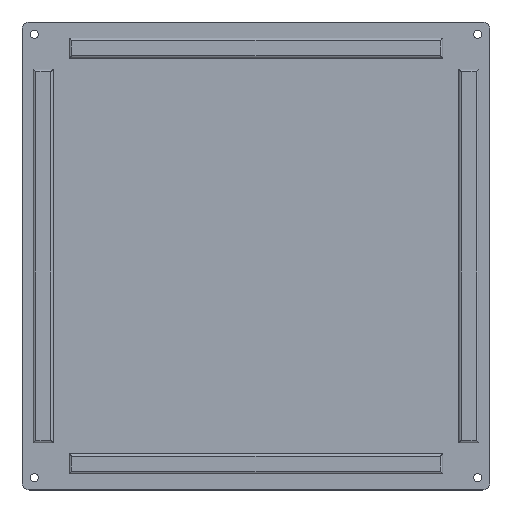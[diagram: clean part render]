
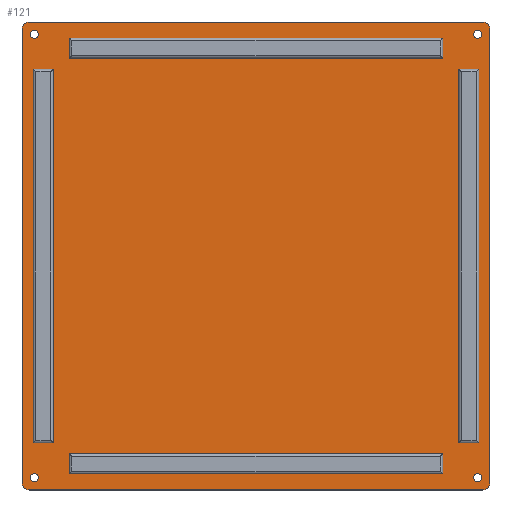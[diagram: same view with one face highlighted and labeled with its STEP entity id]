
A CAD part, top view. The second image highlights one B-rep face of the part: STEP entity #121.
In plain terms, the highlighted planar face has unit normal (0, 0, 1).
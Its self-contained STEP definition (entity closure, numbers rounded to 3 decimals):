
#22 = VERTEX_POINT('',#23);
#23 = CARTESIAN_POINT('',(-89.5,-75.,4.));
#40 = VERTEX_POINT('',#41);
#41 = CARTESIAN_POINT('',(-89.5,75.,4.));
#47 = EDGE_CURVE('',#22,#40,#48,.T.);
#48 = LINE('',#49,#50);
#49 = CARTESIAN_POINT('',(-89.5,-75.,4.));
#50 = VECTOR('',#51,1.);
#51 = DIRECTION('',(0.,1.,0.));
#62 = VERTEX_POINT('',#63);
#63 = CARTESIAN_POINT('',(-81.5,-75.,4.));
#78 = EDGE_CURVE('',#62,#22,#79,.T.);
#79 = LINE('',#80,#81);
#80 = CARTESIAN_POINT('',(-81.5,-75.,4.));
#81 = VECTOR('',#82,1.);
#82 = DIRECTION('',(-1.,0.,0.));
#121 = ADVANCED_FACE('',(#122,#192,#203,#221,#255,#266,#300,#311,#345),
  #356,.T.);
#122 = FACE_BOUND('',#123,.T.);
#123 = EDGE_LOOP('',(#124,#134,#143,#151,#160,#168,#177,#185));
#124 = ORIENTED_EDGE('',*,*,#125,.F.);
#125 = EDGE_CURVE('',#126,#128,#130,.T.);
#126 = VERTEX_POINT('',#127);
#127 = CARTESIAN_POINT('',(-91.,94.,4.));
#128 = VERTEX_POINT('',#129);
#129 = CARTESIAN_POINT('',(91.,94.,4.));
#130 = LINE('',#131,#132);
#131 = CARTESIAN_POINT('',(-94.,94.,4.));
#132 = VECTOR('',#133,1.);
#133 = DIRECTION('',(1.,0.,0.));
#134 = ORIENTED_EDGE('',*,*,#135,.T.);
#135 = EDGE_CURVE('',#126,#136,#138,.T.);
#136 = VERTEX_POINT('',#137);
#137 = CARTESIAN_POINT('',(-94.,91.,4.));
#138 = CIRCLE('',#139,3.);
#139 = AXIS2_PLACEMENT_3D('',#140,#141,#142);
#140 = CARTESIAN_POINT('',(-91.,91.,4.));
#141 = DIRECTION('',(-0.,0.,1.));
#142 = DIRECTION('',(0.,-1.,0.));
#143 = ORIENTED_EDGE('',*,*,#144,.F.);
#144 = EDGE_CURVE('',#145,#136,#147,.T.);
#145 = VERTEX_POINT('',#146);
#146 = CARTESIAN_POINT('',(-94.,-91.,4.));
#147 = LINE('',#148,#149);
#148 = CARTESIAN_POINT('',(-94.,-94.,4.));
#149 = VECTOR('',#150,1.);
#150 = DIRECTION('',(0.,1.,0.));
#151 = ORIENTED_EDGE('',*,*,#152,.T.);
#152 = EDGE_CURVE('',#145,#153,#155,.T.);
#153 = VERTEX_POINT('',#154);
#154 = CARTESIAN_POINT('',(-91.,-94.,4.));
#155 = CIRCLE('',#156,3.);
#156 = AXIS2_PLACEMENT_3D('',#157,#158,#159);
#157 = CARTESIAN_POINT('',(-91.,-91.,4.));
#158 = DIRECTION('',(-0.,0.,1.));
#159 = DIRECTION('',(0.,-1.,0.));
#160 = ORIENTED_EDGE('',*,*,#161,.F.);
#161 = EDGE_CURVE('',#162,#153,#164,.T.);
#162 = VERTEX_POINT('',#163);
#163 = CARTESIAN_POINT('',(91.,-94.,4.));
#164 = LINE('',#165,#166);
#165 = CARTESIAN_POINT('',(94.,-94.,4.));
#166 = VECTOR('',#167,1.);
#167 = DIRECTION('',(-1.,0.,0.));
#168 = ORIENTED_EDGE('',*,*,#169,.F.);
#169 = EDGE_CURVE('',#170,#162,#172,.T.);
#170 = VERTEX_POINT('',#171);
#171 = CARTESIAN_POINT('',(94.,-91.,4.));
#172 = CIRCLE('',#173,3.);
#173 = AXIS2_PLACEMENT_3D('',#174,#175,#176);
#174 = CARTESIAN_POINT('',(91.,-91.,4.));
#175 = DIRECTION('',(-0.,-0.,-1.));
#176 = DIRECTION('',(0.,-1.,0.));
#177 = ORIENTED_EDGE('',*,*,#178,.F.);
#178 = EDGE_CURVE('',#179,#170,#181,.T.);
#179 = VERTEX_POINT('',#180);
#180 = CARTESIAN_POINT('',(94.,91.,4.));
#181 = LINE('',#182,#183);
#182 = CARTESIAN_POINT('',(94.,94.,4.));
#183 = VECTOR('',#184,1.);
#184 = DIRECTION('',(0.,-1.,0.));
#185 = ORIENTED_EDGE('',*,*,#186,.F.);
#186 = EDGE_CURVE('',#128,#179,#187,.T.);
#187 = CIRCLE('',#188,3.);
#188 = AXIS2_PLACEMENT_3D('',#189,#190,#191);
#189 = CARTESIAN_POINT('',(91.,91.,4.));
#190 = DIRECTION('',(-0.,-0.,-1.));
#191 = DIRECTION('',(0.,-1.,0.));
#192 = FACE_BOUND('',#193,.T.);
#193 = EDGE_LOOP('',(#194));
#194 = ORIENTED_EDGE('',*,*,#195,.F.);
#195 = EDGE_CURVE('',#196,#196,#198,.T.);
#196 = VERTEX_POINT('',#197);
#197 = CARTESIAN_POINT('',(-87.375,-89.,4.));
#198 = CIRCLE('',#199,1.625);
#199 = AXIS2_PLACEMENT_3D('',#200,#201,#202);
#200 = CARTESIAN_POINT('',(-89.,-89.,4.));
#201 = DIRECTION('',(0.,0.,1.));
#202 = DIRECTION('',(1.,0.,0.));
#203 = FACE_BOUND('',#204,.T.);
#204 = EDGE_LOOP('',(#205,#206,#214,#220));
#205 = ORIENTED_EDGE('',*,*,#47,.T.);
#206 = ORIENTED_EDGE('',*,*,#207,.T.);
#207 = EDGE_CURVE('',#40,#208,#210,.T.);
#208 = VERTEX_POINT('',#209);
#209 = CARTESIAN_POINT('',(-81.5,75.,4.));
#210 = LINE('',#211,#212);
#211 = CARTESIAN_POINT('',(-89.5,75.,4.));
#212 = VECTOR('',#213,1.);
#213 = DIRECTION('',(1.,0.,0.));
#214 = ORIENTED_EDGE('',*,*,#215,.T.);
#215 = EDGE_CURVE('',#208,#62,#216,.T.);
#216 = LINE('',#217,#218);
#217 = CARTESIAN_POINT('',(-81.5,75.,4.));
#218 = VECTOR('',#219,1.);
#219 = DIRECTION('',(0.,-1.,0.));
#220 = ORIENTED_EDGE('',*,*,#78,.T.);
#221 = FACE_BOUND('',#222,.T.);
#222 = EDGE_LOOP('',(#223,#233,#241,#249));
#223 = ORIENTED_EDGE('',*,*,#224,.T.);
#224 = EDGE_CURVE('',#225,#227,#229,.T.);
#225 = VERTEX_POINT('',#226);
#226 = CARTESIAN_POINT('',(-75.,-87.5,4.));
#227 = VERTEX_POINT('',#228);
#228 = CARTESIAN_POINT('',(-75.,-79.5,4.));
#229 = LINE('',#230,#231);
#230 = CARTESIAN_POINT('',(-75.,-87.5,4.));
#231 = VECTOR('',#232,1.);
#232 = DIRECTION('',(0.,1.,0.));
#233 = ORIENTED_EDGE('',*,*,#234,.T.);
#234 = EDGE_CURVE('',#227,#235,#237,.T.);
#235 = VERTEX_POINT('',#236);
#236 = CARTESIAN_POINT('',(75.,-79.5,4.));
#237 = LINE('',#238,#239);
#238 = CARTESIAN_POINT('',(-75.,-79.5,4.));
#239 = VECTOR('',#240,1.);
#240 = DIRECTION('',(1.,0.,0.));
#241 = ORIENTED_EDGE('',*,*,#242,.T.);
#242 = EDGE_CURVE('',#235,#243,#245,.T.);
#243 = VERTEX_POINT('',#244);
#244 = CARTESIAN_POINT('',(75.,-87.5,4.));
#245 = LINE('',#246,#247);
#246 = CARTESIAN_POINT('',(75.,-79.5,4.));
#247 = VECTOR('',#248,1.);
#248 = DIRECTION('',(0.,-1.,0.));
#249 = ORIENTED_EDGE('',*,*,#250,.T.);
#250 = EDGE_CURVE('',#243,#225,#251,.T.);
#251 = LINE('',#252,#253);
#252 = CARTESIAN_POINT('',(75.,-87.5,4.));
#253 = VECTOR('',#254,1.);
#254 = DIRECTION('',(-1.,0.,0.));
#255 = FACE_BOUND('',#256,.T.);
#256 = EDGE_LOOP('',(#257));
#257 = ORIENTED_EDGE('',*,*,#258,.F.);
#258 = EDGE_CURVE('',#259,#259,#261,.T.);
#259 = VERTEX_POINT('',#260);
#260 = CARTESIAN_POINT('',(90.625,-89.,4.));
#261 = CIRCLE('',#262,1.625);
#262 = AXIS2_PLACEMENT_3D('',#263,#264,#265);
#263 = CARTESIAN_POINT('',(89.,-89.,4.));
#264 = DIRECTION('',(0.,0.,1.));
#265 = DIRECTION('',(1.,0.,0.));
#266 = FACE_BOUND('',#267,.T.);
#267 = EDGE_LOOP('',(#268,#278,#286,#294));
#268 = ORIENTED_EDGE('',*,*,#269,.T.);
#269 = EDGE_CURVE('',#270,#272,#274,.T.);
#270 = VERTEX_POINT('',#271);
#271 = CARTESIAN_POINT('',(81.5,-75.,4.));
#272 = VERTEX_POINT('',#273);
#273 = CARTESIAN_POINT('',(81.5,75.,4.));
#274 = LINE('',#275,#276);
#275 = CARTESIAN_POINT('',(81.5,-75.,4.));
#276 = VECTOR('',#277,1.);
#277 = DIRECTION('',(0.,1.,0.));
#278 = ORIENTED_EDGE('',*,*,#279,.T.);
#279 = EDGE_CURVE('',#272,#280,#282,.T.);
#280 = VERTEX_POINT('',#281);
#281 = CARTESIAN_POINT('',(89.5,75.,4.));
#282 = LINE('',#283,#284);
#283 = CARTESIAN_POINT('',(81.5,75.,4.));
#284 = VECTOR('',#285,1.);
#285 = DIRECTION('',(1.,0.,0.));
#286 = ORIENTED_EDGE('',*,*,#287,.T.);
#287 = EDGE_CURVE('',#280,#288,#290,.T.);
#288 = VERTEX_POINT('',#289);
#289 = CARTESIAN_POINT('',(89.5,-75.,4.));
#290 = LINE('',#291,#292);
#291 = CARTESIAN_POINT('',(89.5,75.,4.));
#292 = VECTOR('',#293,1.);
#293 = DIRECTION('',(0.,-1.,0.));
#294 = ORIENTED_EDGE('',*,*,#295,.T.);
#295 = EDGE_CURVE('',#288,#270,#296,.T.);
#296 = LINE('',#297,#298);
#297 = CARTESIAN_POINT('',(89.5,-75.,4.));
#298 = VECTOR('',#299,1.);
#299 = DIRECTION('',(-1.,0.,0.));
#300 = FACE_BOUND('',#301,.T.);
#301 = EDGE_LOOP('',(#302));
#302 = ORIENTED_EDGE('',*,*,#303,.F.);
#303 = EDGE_CURVE('',#304,#304,#306,.T.);
#304 = VERTEX_POINT('',#305);
#305 = CARTESIAN_POINT('',(-87.375,89.,4.));
#306 = CIRCLE('',#307,1.625);
#307 = AXIS2_PLACEMENT_3D('',#308,#309,#310);
#308 = CARTESIAN_POINT('',(-89.,89.,4.));
#309 = DIRECTION('',(0.,0.,1.));
#310 = DIRECTION('',(1.,0.,0.));
#311 = FACE_BOUND('',#312,.T.);
#312 = EDGE_LOOP('',(#313,#323,#331,#339));
#313 = ORIENTED_EDGE('',*,*,#314,.T.);
#314 = EDGE_CURVE('',#315,#317,#319,.T.);
#315 = VERTEX_POINT('',#316);
#316 = CARTESIAN_POINT('',(-75.,79.5,4.));
#317 = VERTEX_POINT('',#318);
#318 = CARTESIAN_POINT('',(-75.,87.5,4.));
#319 = LINE('',#320,#321);
#320 = CARTESIAN_POINT('',(-75.,79.5,4.));
#321 = VECTOR('',#322,1.);
#322 = DIRECTION('',(0.,1.,0.));
#323 = ORIENTED_EDGE('',*,*,#324,.T.);
#324 = EDGE_CURVE('',#317,#325,#327,.T.);
#325 = VERTEX_POINT('',#326);
#326 = CARTESIAN_POINT('',(75.,87.5,4.));
#327 = LINE('',#328,#329);
#328 = CARTESIAN_POINT('',(-75.,87.5,4.));
#329 = VECTOR('',#330,1.);
#330 = DIRECTION('',(1.,0.,0.));
#331 = ORIENTED_EDGE('',*,*,#332,.T.);
#332 = EDGE_CURVE('',#325,#333,#335,.T.);
#333 = VERTEX_POINT('',#334);
#334 = CARTESIAN_POINT('',(75.,79.5,4.));
#335 = LINE('',#336,#337);
#336 = CARTESIAN_POINT('',(75.,87.5,4.));
#337 = VECTOR('',#338,1.);
#338 = DIRECTION('',(0.,-1.,0.));
#339 = ORIENTED_EDGE('',*,*,#340,.T.);
#340 = EDGE_CURVE('',#333,#315,#341,.T.);
#341 = LINE('',#342,#343);
#342 = CARTESIAN_POINT('',(75.,79.5,4.));
#343 = VECTOR('',#344,1.);
#344 = DIRECTION('',(-1.,0.,0.));
#345 = FACE_BOUND('',#346,.T.);
#346 = EDGE_LOOP('',(#347));
#347 = ORIENTED_EDGE('',*,*,#348,.F.);
#348 = EDGE_CURVE('',#349,#349,#351,.T.);
#349 = VERTEX_POINT('',#350);
#350 = CARTESIAN_POINT('',(90.625,89.,4.));
#351 = CIRCLE('',#352,1.625);
#352 = AXIS2_PLACEMENT_3D('',#353,#354,#355);
#353 = CARTESIAN_POINT('',(89.,89.,4.));
#354 = DIRECTION('',(0.,0.,1.));
#355 = DIRECTION('',(1.,0.,0.));
#356 = PLANE('',#357);
#357 = AXIS2_PLACEMENT_3D('',#358,#359,#360);
#358 = CARTESIAN_POINT('',(0.,0.,4.));
#359 = DIRECTION('',(0.,0.,1.));
#360 = DIRECTION('',(1.,0.,0.));
